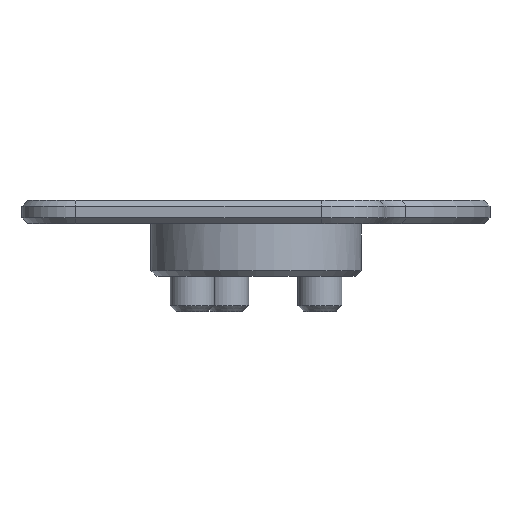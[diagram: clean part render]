
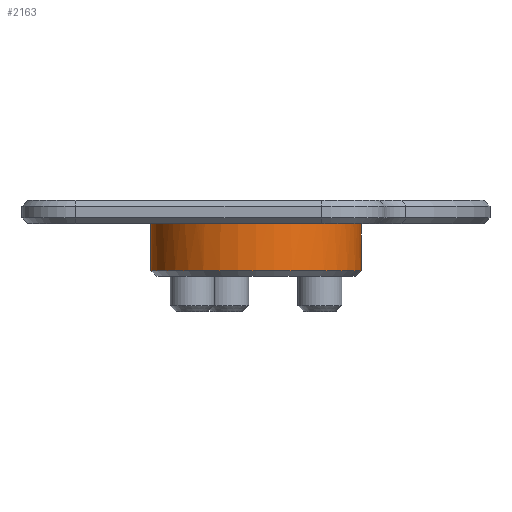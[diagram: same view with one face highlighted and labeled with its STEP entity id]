
A CAD part, left-side view. The second image highlights one B-rep face of the part: STEP entity #2163.
In plain terms, the highlighted cylindrical face has radius 9 mm (diameter 18 mm), a full revolution.
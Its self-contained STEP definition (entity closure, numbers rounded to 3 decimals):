
#54=CYLINDRICAL_SURFACE('',#2313,9.);
#150=FACE_OUTER_BOUND('',#278,.T.);
#278=EDGE_LOOP('',(#1487,#1488,#1489,#1490,#1491,#1492,#1493,#1494,#1495,
#1496,#1497,#1498,#1499,#1500,#1501,#1502));
#411=LINE('',#3450,#555);
#412=LINE('',#3454,#556);
#413=LINE('',#3458,#557);
#414=LINE('',#3462,#558);
#415=LINE('',#3466,#559);
#416=LINE('',#3469,#560);
#417=LINE('',#3473,#561);
#555=VECTOR('',#2669,10.);
#556=VECTOR('',#2672,10.);
#557=VECTOR('',#2675,10.);
#558=VECTOR('',#2678,10.);
#559=VECTOR('',#2681,10.);
#560=VECTOR('',#2684,9.);
#561=VECTOR('',#2687,10.);
#702=CIRCLE('',#2311,9.);
#703=CIRCLE('',#2314,9.);
#704=CIRCLE('',#2315,9.);
#705=CIRCLE('',#2316,9.);
#706=CIRCLE('',#2317,9.);
#707=CIRCLE('',#2318,9.);
#708=CIRCLE('',#2319,9.);
#709=CIRCLE('',#2320,9.);
#900=VERTEX_POINT('',#3443);
#901=VERTEX_POINT('',#3448);
#902=VERTEX_POINT('',#3449);
#903=VERTEX_POINT('',#3451);
#904=VERTEX_POINT('',#3453);
#905=VERTEX_POINT('',#3455);
#906=VERTEX_POINT('',#3457);
#907=VERTEX_POINT('',#3459);
#908=VERTEX_POINT('',#3461);
#909=VERTEX_POINT('',#3463);
#910=VERTEX_POINT('',#3465);
#911=VERTEX_POINT('',#3467);
#912=VERTEX_POINT('',#3470);
#913=VERTEX_POINT('',#3472);
#1127=EDGE_CURVE('',#900,#900,#702,.T.);
#1128=EDGE_CURVE('',#901,#902,#411,.T.);
#1129=EDGE_CURVE('',#903,#902,#703,.T.);
#1130=EDGE_CURVE('',#904,#903,#412,.T.);
#1131=EDGE_CURVE('',#905,#904,#704,.T.);
#1132=EDGE_CURVE('',#905,#906,#413,.T.);
#1133=EDGE_CURVE('',#907,#906,#705,.T.);
#1134=EDGE_CURVE('',#907,#908,#414,.T.);
#1135=EDGE_CURVE('',#909,#908,#706,.T.);
#1136=EDGE_CURVE('',#909,#910,#415,.T.);
#1137=EDGE_CURVE('',#911,#910,#707,.T.);
#1138=EDGE_CURVE('',#911,#900,#416,.T.);
#1139=EDGE_CURVE('',#912,#911,#708,.T.);
#1140=EDGE_CURVE('',#912,#913,#417,.T.);
#1141=EDGE_CURVE('',#901,#913,#709,.T.);
#1487=ORIENTED_EDGE('',*,*,#1128,.T.);
#1488=ORIENTED_EDGE('',*,*,#1129,.F.);
#1489=ORIENTED_EDGE('',*,*,#1130,.F.);
#1490=ORIENTED_EDGE('',*,*,#1131,.F.);
#1491=ORIENTED_EDGE('',*,*,#1132,.T.);
#1492=ORIENTED_EDGE('',*,*,#1133,.F.);
#1493=ORIENTED_EDGE('',*,*,#1134,.T.);
#1494=ORIENTED_EDGE('',*,*,#1135,.F.);
#1495=ORIENTED_EDGE('',*,*,#1136,.T.);
#1496=ORIENTED_EDGE('',*,*,#1137,.F.);
#1497=ORIENTED_EDGE('',*,*,#1138,.T.);
#1498=ORIENTED_EDGE('',*,*,#1127,.F.);
#1499=ORIENTED_EDGE('',*,*,#1138,.F.);
#1500=ORIENTED_EDGE('',*,*,#1139,.F.);
#1501=ORIENTED_EDGE('',*,*,#1140,.T.);
#1502=ORIENTED_EDGE('',*,*,#1141,.F.);
#2163=ADVANCED_FACE('',(#150),#54,.T.);
#2311=AXIS2_PLACEMENT_3D('',#3445,#2663,#2664);
#2313=AXIS2_PLACEMENT_3D('',#3447,#2667,#2668);
#2314=AXIS2_PLACEMENT_3D('',#3452,#2670,#2671);
#2315=AXIS2_PLACEMENT_3D('',#3456,#2673,#2674);
#2316=AXIS2_PLACEMENT_3D('',#3460,#2676,#2677);
#2317=AXIS2_PLACEMENT_3D('',#3464,#2679,#2680);
#2318=AXIS2_PLACEMENT_3D('',#3468,#2682,#2683);
#2319=AXIS2_PLACEMENT_3D('',#3471,#2685,#2686);
#2320=AXIS2_PLACEMENT_3D('',#3474,#2688,#2689);
#2663=DIRECTION('center_axis',(0.,0.,-1.));
#2664=DIRECTION('ref_axis',(1.,0.,0.));
#2667=DIRECTION('center_axis',(0.,0.,1.));
#2668=DIRECTION('ref_axis',(1.,0.,0.));
#2669=DIRECTION('',(0.,0.,1.));
#2670=DIRECTION('center_axis',(0.,0.,1.));
#2671=DIRECTION('ref_axis',(1.,0.,0.));
#2672=DIRECTION('',(0.,0.,1.));
#2673=DIRECTION('center_axis',(0.,0.,1.));
#2674=DIRECTION('ref_axis',(1.,0.,0.));
#2675=DIRECTION('',(0.,0.,1.));
#2676=DIRECTION('center_axis',(0.,0.,1.));
#2677=DIRECTION('ref_axis',(1.,0.,0.));
#2678=DIRECTION('',(0.,0.,-1.));
#2679=DIRECTION('center_axis',(0.,0.,1.));
#2680=DIRECTION('ref_axis',(1.,0.,0.));
#2681=DIRECTION('',(0.,0.,1.));
#2682=DIRECTION('center_axis',(0.,0.,1.));
#2683=DIRECTION('ref_axis',(1.,0.,0.));
#2684=DIRECTION('',(0.,0.,-1.));
#2685=DIRECTION('center_axis',(0.,0.,1.));
#2686=DIRECTION('ref_axis',(1.,0.,0.));
#2687=DIRECTION('',(0.,0.,-1.));
#2688=DIRECTION('center_axis',(0.,0.,1.));
#2689=DIRECTION('ref_axis',(1.,0.,0.));
#3443=CARTESIAN_POINT('',(-9.04,0.283,-4.));
#3445=CARTESIAN_POINT('Origin',(-0.04,0.283,-4.));
#3447=CARTESIAN_POINT('Origin',(-0.04,0.283,0.));
#3448=CARTESIAN_POINT('',(-7.445,5.398,0.));
#3449=CARTESIAN_POINT('',(-7.445,5.398,2.));
#3450=CARTESIAN_POINT('',(-7.445,5.398,0.));
#3451=CARTESIAN_POINT('',(7.696,4.883,2.));
#3452=CARTESIAN_POINT('Origin',(-0.04,0.283,2.));
#3453=CARTESIAN_POINT('',(7.696,4.883,0.));
#3454=CARTESIAN_POINT('',(7.696,4.883,0.));
#3455=CARTESIAN_POINT('',(8.092,4.139,0.));
#3456=CARTESIAN_POINT('Origin',(-0.04,0.283,0.));
#3457=CARTESIAN_POINT('',(8.092,4.139,2.));
#3458=CARTESIAN_POINT('',(8.092,4.139,0.));
#3459=CARTESIAN_POINT('',(0.076,-8.716,2.));
#3460=CARTESIAN_POINT('Origin',(-0.04,0.283,2.));
#3461=CARTESIAN_POINT('',(0.076,-8.716,0.));
#3462=CARTESIAN_POINT('',(0.076,-8.716,0.));
#3463=CARTESIAN_POINT('',(-0.767,-8.687,0.));
#3464=CARTESIAN_POINT('Origin',(-0.04,0.283,0.));
#3465=CARTESIAN_POINT('',(-0.767,-8.687,2.));
#3466=CARTESIAN_POINT('',(-0.767,-8.687,0.));
#3467=CARTESIAN_POINT('',(-9.04,0.283,2.));
#3468=CARTESIAN_POINT('Origin',(-0.04,0.283,2.));
#3469=CARTESIAN_POINT('',(-9.04,0.283,0.));
#3470=CARTESIAN_POINT('',(-7.891,4.683,2.));
#3471=CARTESIAN_POINT('Origin',(-0.04,0.283,2.));
#3472=CARTESIAN_POINT('',(-7.891,4.683,0.));
#3473=CARTESIAN_POINT('',(-7.891,4.683,0.));
#3474=CARTESIAN_POINT('Origin',(-0.04,0.283,0.));
